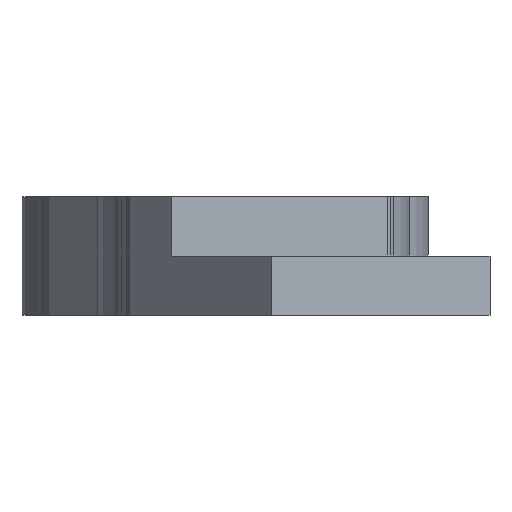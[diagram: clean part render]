
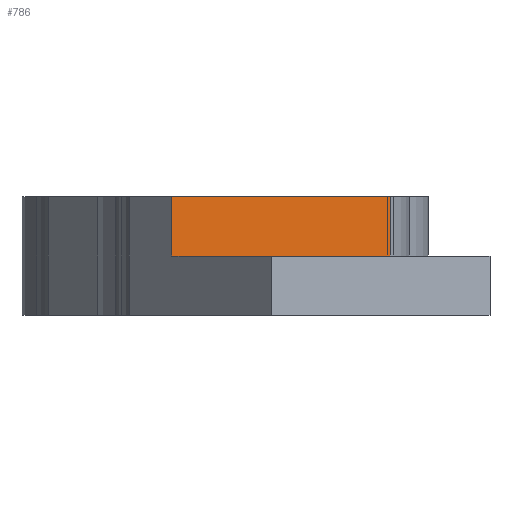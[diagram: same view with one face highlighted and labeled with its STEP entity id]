
A CAD part, front view. The second image highlights one B-rep face of the part: STEP entity #786.
In plain terms, the highlighted planar face has unit normal (0.644, -0.765, 0).
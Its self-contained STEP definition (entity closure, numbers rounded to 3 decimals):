
#123=FACE_OUTER_BOUND('',#165,.T.);
#165=EDGE_LOOP('',(#535,#536,#537,#538));
#221=LINE('',#1217,#278);
#222=LINE('',#1219,#279);
#223=LINE('',#1221,#280);
#224=LINE('',#1222,#281);
#278=VECTOR('',#950,10.);
#279=VECTOR('',#951,10.);
#280=VECTOR('',#952,10.);
#281=VECTOR('',#953,10.);
#335=VERTEX_POINT('',#1215);
#336=VERTEX_POINT('',#1216);
#337=VERTEX_POINT('',#1218);
#338=VERTEX_POINT('',#1220);
#415=EDGE_CURVE('',#335,#336,#221,.T.);
#416=EDGE_CURVE('',#337,#335,#222,.T.);
#417=EDGE_CURVE('',#337,#338,#223,.T.);
#418=EDGE_CURVE('',#336,#338,#224,.T.);
#535=ORIENTED_EDGE('',*,*,#415,.F.);
#536=ORIENTED_EDGE('',*,*,#416,.F.);
#537=ORIENTED_EDGE('',*,*,#417,.T.);
#538=ORIENTED_EDGE('',*,*,#418,.F.);
#775=PLANE('',#842);
#786=ADVANCED_FACE('',(#123),#775,.F.);
#842=AXIS2_PLACEMENT_3D('',#1214,#948,#949);
#948=DIRECTION('center_axis',(-0.644,0.765,0.));
#949=DIRECTION('ref_axis',(0.765,0.644,0.));
#950=DIRECTION('',(0.765,0.644,0.));
#951=DIRECTION('',(0.,0.,1.));
#952=DIRECTION('',(0.765,0.644,0.));
#953=DIRECTION('',(0.,0.,-1.));
#1214=CARTESIAN_POINT('Origin',(14.541,-81.292,0.));
#1215=CARTESIAN_POINT('',(14.541,-81.292,0.));
#1216=CARTESIAN_POINT('',(25.629,-71.961,0.));
#1217=CARTESIAN_POINT('',(30.051,-68.24,0.));
#1218=CARTESIAN_POINT('',(14.541,-81.292,-3.));
#1219=CARTESIAN_POINT('',(14.541,-81.292,0.));
#1220=CARTESIAN_POINT('',(25.629,-71.961,-3.));
#1221=CARTESIAN_POINT('',(26.735,-71.031,-3.));
#1222=CARTESIAN_POINT('',(25.629,-71.961,0.));
